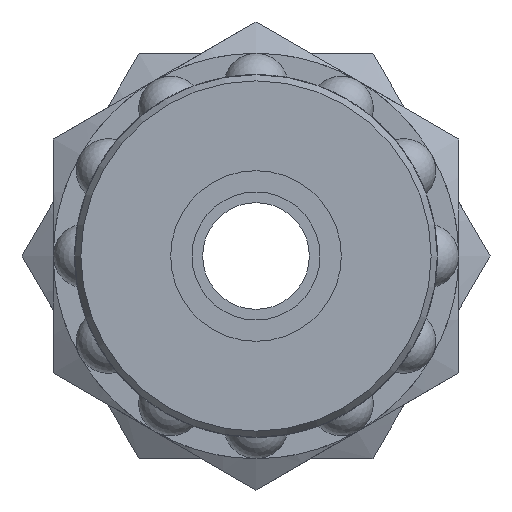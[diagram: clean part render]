
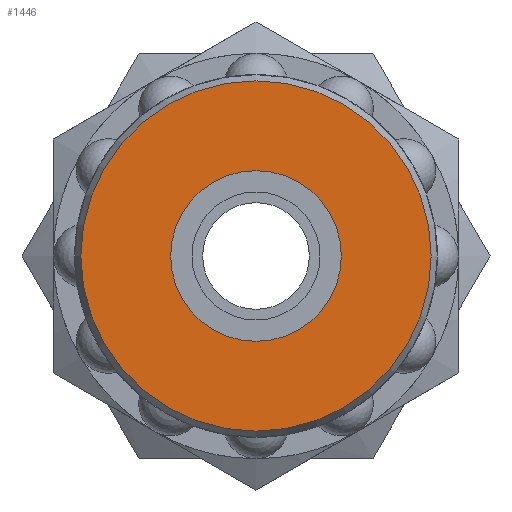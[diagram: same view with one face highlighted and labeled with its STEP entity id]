
A CAD part, left-side view. The second image highlights one B-rep face of the part: STEP entity #1446.
In plain terms, the highlighted planar face has unit normal (-1, 0, 0).
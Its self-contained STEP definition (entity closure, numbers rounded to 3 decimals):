
#108=FACE_BOUND('',#318,.T.);
#135=PLANE('',#1660);
#220=FACE_OUTER_BOUND('',#317,.T.);
#317=EDGE_LOOP('',(#1239,#1240));
#318=EDGE_LOOP('',(#1241,#1242));
#451=CIRCLE('',#1531,4.);
#452=CIRCLE('',#1532,4.);
#530=CIRCLE('',#1661,8.211);
#531=CIRCLE('',#1662,8.211);
#577=VERTEX_POINT('',#2312);
#578=VERTEX_POINT('',#2313);
#657=VERTEX_POINT('',#2788);
#658=VERTEX_POINT('',#2789);
#736=EDGE_CURVE('',#577,#578,#451,.T.);
#737=EDGE_CURVE('',#578,#577,#452,.T.);
#865=EDGE_CURVE('',#657,#658,#530,.T.);
#866=EDGE_CURVE('',#658,#657,#531,.T.);
#1239=ORIENTED_EDGE('',*,*,#865,.F.);
#1240=ORIENTED_EDGE('',*,*,#866,.F.);
#1241=ORIENTED_EDGE('',*,*,#736,.T.);
#1242=ORIENTED_EDGE('',*,*,#737,.T.);
#1446=ADVANCED_FACE('',(#220,#108),#135,.T.);
#1531=AXIS2_PLACEMENT_3D('',#2314,#1797,#1798);
#1532=AXIS2_PLACEMENT_3D('',#2315,#1799,#1800);
#1660=AXIS2_PLACEMENT_3D('',#2787,#2081,#2082);
#1661=AXIS2_PLACEMENT_3D('',#2790,#2083,#2084);
#1662=AXIS2_PLACEMENT_3D('',#2791,#2085,#2086);
#1797=DIRECTION('center_axis',(1.,0.,0.));
#1798=DIRECTION('ref_axis',(0.,-1.,0.));
#1799=DIRECTION('center_axis',(1.,0.,0.));
#1800=DIRECTION('ref_axis',(0.,-1.,0.));
#2081=DIRECTION('center_axis',(-1.,0.,0.));
#2082=DIRECTION('ref_axis',(0.,0.,1.));
#2083=DIRECTION('center_axis',(1.,0.,0.));
#2084=DIRECTION('ref_axis',(0.,-1.,0.));
#2085=DIRECTION('center_axis',(1.,0.,0.));
#2086=DIRECTION('ref_axis',(0.,-1.,0.));
#2312=CARTESIAN_POINT('',(-28.,-4.,0.));
#2313=CARTESIAN_POINT('',(-28.,4.,0.));
#2314=CARTESIAN_POINT('Origin',(-28.,0.,0.));
#2315=CARTESIAN_POINT('Origin',(-28.,0.,0.));
#2787=CARTESIAN_POINT('Origin',(-28.,-4.106,0.));
#2788=CARTESIAN_POINT('',(-28.,-8.211,0.));
#2789=CARTESIAN_POINT('',(-28.,8.211,0.));
#2790=CARTESIAN_POINT('Origin',(-28.,0.,0.));
#2791=CARTESIAN_POINT('Origin',(-28.,0.,0.));
